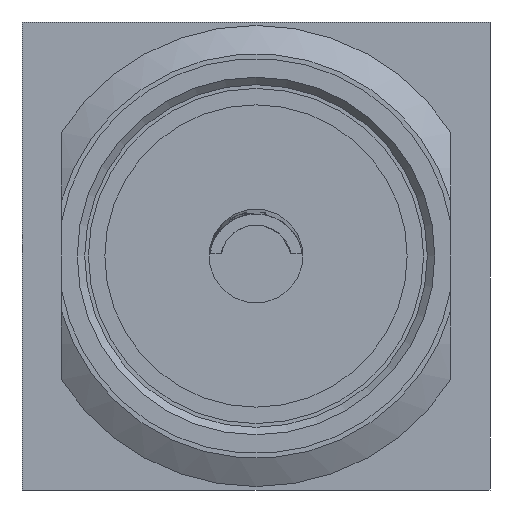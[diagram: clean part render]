
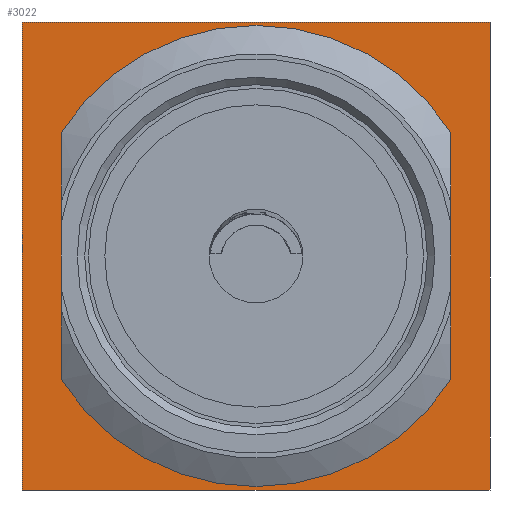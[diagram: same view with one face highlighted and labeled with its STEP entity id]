
A CAD part, left-side view. The second image highlights one B-rep face of the part: STEP entity #3022.
In plain terms, the highlighted planar face has unit normal (-1, 0, 0).
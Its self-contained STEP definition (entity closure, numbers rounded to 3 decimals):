
#261=LINE('',#4480,#463);
#264=LINE('',#4486,#466);
#266=LINE('',#4489,#468);
#267=LINE('',#4490,#469);
#463=VECTOR('',#3608,6.35);
#466=VECTOR('',#3613,6.35);
#468=VECTOR('',#3617,6.35);
#469=VECTOR('',#3618,6.35);
#634=PLANE('',#3215);
#705=FACE_OUTER_BOUND('',#888,.T.);
#888=EDGE_LOOP('',(#2089,#2090,#2091,#2092));
#1254=VERTEX_POINT('',#4477);
#1255=VERTEX_POINT('',#4479);
#1256=VERTEX_POINT('',#4483);
#1257=VERTEX_POINT('',#4485);
#1586=EDGE_CURVE('',#1254,#1255,#261,.T.);
#1589=EDGE_CURVE('',#1256,#1257,#264,.T.);
#1591=EDGE_CURVE('',#1254,#1257,#266,.T.);
#1592=EDGE_CURVE('',#1255,#1256,#267,.T.);
#2089=ORIENTED_EDGE('',*,*,#1591,.T.);
#2090=ORIENTED_EDGE('',*,*,#1589,.F.);
#2091=ORIENTED_EDGE('',*,*,#1592,.F.);
#2092=ORIENTED_EDGE('',*,*,#1586,.F.);
#3022=ADVANCED_FACE('',(#705),#634,.F.);
#3215=AXIS2_PLACEMENT_3D('',#4488,#3615,#3616);
#3608=DIRECTION('',(0.,-1.,0.));
#3613=DIRECTION('',(0.,1.,0.));
#3615=DIRECTION('center_axis',(1.,0.,0.));
#3616=DIRECTION('ref_axis',(0.,0.,-1.));
#3617=DIRECTION('',(0.,0.,-1.));
#3618=DIRECTION('',(0.,0.,-1.));
#4477=CARTESIAN_POINT('',(-3.211,3.175,3.81));
#4479=CARTESIAN_POINT('',(-3.211,-3.175,3.81));
#4480=CARTESIAN_POINT('',(-3.211,0.,3.81));
#4483=CARTESIAN_POINT('',(-3.211,-3.175,-2.54));
#4485=CARTESIAN_POINT('',(-3.211,3.175,-2.54));
#4486=CARTESIAN_POINT('',(-3.211,0.,-2.54));
#4488=CARTESIAN_POINT('Origin',(-3.211,0.,0.635));
#4489=CARTESIAN_POINT('',(-3.211,3.175,0.635));
#4490=CARTESIAN_POINT('',(-3.211,-3.175,0.635));
